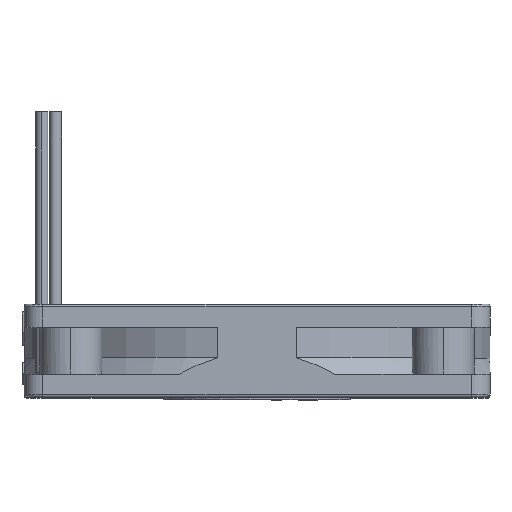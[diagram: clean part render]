
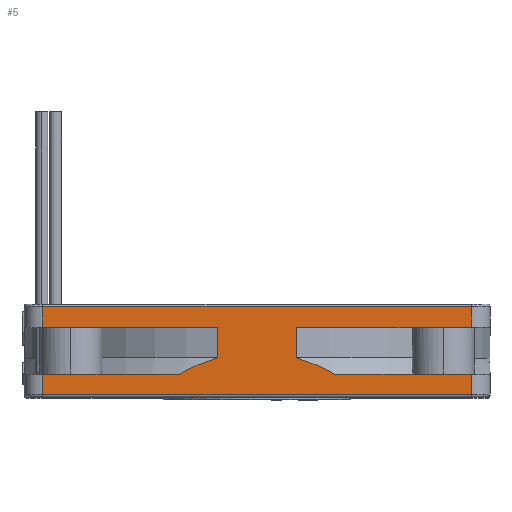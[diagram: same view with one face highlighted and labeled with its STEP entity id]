
A CAD part, top view. The second image highlights one B-rep face of the part: STEP entity #5.
In plain terms, the highlighted planar face has unit normal (0, 0, 1).
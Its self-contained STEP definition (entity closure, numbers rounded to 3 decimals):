
#5 = ADVANCED_FACE ( 'NONE', ( #17187 ), #6555, .F. ) ;
#46 = DIRECTION ( 'NONE',  ( 0., -1., 0. ) ) ;
#58 = DIRECTION ( 'NONE',  ( 1., 0., 0. ) ) ;
#331 = EDGE_CURVE ( 'NONE', #17371, #17977, #3540, .T. ) ;
#533 = EDGE_CURVE ( 'NONE', #12590, #17371, #23175, .T. ) ;
#695 = EDGE_CURVE ( 'NONE', #4421, #7054, #4459, .T. ) ;
#904 = CARTESIAN_POINT ( 'NONE',  ( 5.669, 3.816, 25. ) ) ;
#957 = VERTEX_POINT ( 'NONE', #6864 ) ;
#1219 = ORIENTED_EDGE ( 'NONE', *, *, #17335, .T. ) ;
#1271 = CARTESIAN_POINT ( 'NONE',  ( 7.032, 3.219, 25. ) ) ;
#1409 = DIRECTION ( 'NONE',  ( 1., 0., 0. ) ) ;
#1559 = VECTOR ( 'NONE', #22224, 1000. ) ;
#1639 = VECTOR ( 'NONE', #2539, 1000. ) ;
#1926 = CARTESIAN_POINT ( 'NONE',  ( 23., 7.5, 25. ) ) ;
#2270 = LINE ( 'NONE', #16700, #3098 ) ;
#2288 = EDGE_CURVE ( 'NONE', #17977, #9054, #7075, .T. ) ;
#2511 = EDGE_CURVE ( 'NONE', #9054, #23835, #17661, .T. ) ;
#2539 = DIRECTION ( 'NONE',  ( 0., 1., 0. ) ) ;
#2942 = VERTEX_POINT ( 'NONE', #11089 ) ;
#3098 = VECTOR ( 'NONE', #58, 1000. ) ;
#3105 = ORIENTED_EDGE ( 'NONE', *, *, #23314, .T. ) ;
#3119 = LINE ( 'NONE', #7034, #24011 ) ;
#3160 = CARTESIAN_POINT ( 'NONE',  ( -25., 2.5, 25. ) ) ;
#3402 = VECTOR ( 'NONE', #1409, 1000. ) ;
#3429 = CARTESIAN_POINT ( 'NONE',  ( 23., 10., 25. ) ) ;
#3540 = LINE ( 'NONE', #3429, #1559 ) ;
#4051 = VERTEX_POINT ( 'NONE', #10402 ) ;
#4124 = LINE ( 'NONE', #9777, #4528 ) ;
#4421 = VERTEX_POINT ( 'NONE', #1926 ) ;
#4459 = LINE ( 'NONE', #17309, #1639 ) ;
#4528 = VECTOR ( 'NONE', #8086, 1000. ) ;
#5149 = EDGE_CURVE ( 'NONE', #2942, #957, #18405, .T. ) ;
#5406 = CARTESIAN_POINT ( 'NONE',  ( -4.23, 7.5, 25. ) ) ;
#6187 = ORIENTED_EDGE ( 'NONE', *, *, #695, .T. ) ;
#6190 = DIRECTION ( 'NONE',  ( 0., 0., -1. ) ) ;
#6239 = ORIENTED_EDGE ( 'NONE', *, *, #18217, .T. ) ;
#6555 = PLANE ( 'NONE',  #21319 ) ;
#6864 = CARTESIAN_POINT ( 'NONE',  ( -8.343, 2.5, 25. ) ) ;
#6991 = ORIENTED_EDGE ( 'NONE', *, *, #331, .T. ) ;
#7034 = CARTESIAN_POINT ( 'NONE',  ( -23., 10., 25. ) ) ;
#7054 = VERTEX_POINT ( 'NONE', #7174 ) ;
#7075 = LINE ( 'NONE', #3160, #22192 ) ;
#7174 = CARTESIAN_POINT ( 'NONE',  ( 23., 9.75, 25. ) ) ;
#8017 = DIRECTION ( 'NONE',  ( 0., 1., 0. ) ) ;
#8086 = DIRECTION ( 'NONE',  ( -1., 0., 0. ) ) ;
#8862 = CARTESIAN_POINT ( 'NONE',  ( -25., 7.5, 25. ) ) ;
#8912 = LINE ( 'NONE', #14486, #14850 ) ;
#9054 = VERTEX_POINT ( 'NONE', #14624 ) ;
#9212 = CARTESIAN_POINT ( 'NONE',  ( 23., 0.25, 25. ) ) ;
#9275 = EDGE_CURVE ( 'NONE', #7054, #22779, #4124, .T. ) ;
#9514 = CARTESIAN_POINT ( 'NONE',  ( -23., 0.25, 25. ) ) ;
#9616 = CARTESIAN_POINT ( 'NONE',  ( -7.032, 3.219, 25. ) ) ;
#9777 = CARTESIAN_POINT ( 'NONE',  ( -23., 9.75, 25. ) ) ;
#9989 = ORIENTED_EDGE ( 'NONE', *, *, #2288, .T. ) ;
#10079 = CARTESIAN_POINT ( 'NONE',  ( 4.23, 10., 25. ) ) ;
#10402 = CARTESIAN_POINT ( 'NONE',  ( -23., 7.5, 25. ) ) ;
#10654 = EDGE_LOOP ( 'NONE', ( #6187, #16750, #15352, #6239, #3105, #13937, #20714, #1219, #20090, #6991, #9989, #21668, #18015, #22875 ) ) ;
#11064 = EDGE_CURVE ( 'NONE', #23835, #16776, #22997, .T. ) ;
#11089 = CARTESIAN_POINT ( 'NONE',  ( -4.23, 4.232, 25. ) ) ;
#11506 = CARTESIAN_POINT ( 'NONE',  ( 4.23, 4.232, 25. ) ) ;
#11578 = CARTESIAN_POINT ( 'NONE',  ( -4.23, 10., 25. ) ) ;
#12158 = VECTOR ( 'NONE', #14006, 1000. ) ;
#12508 = CARTESIAN_POINT ( 'NONE',  ( 4.23, 4.232, 25. ) ) ;
#12590 = VERTEX_POINT ( 'NONE', #9514 ) ;
#12681 = DIRECTION ( 'NONE',  ( -1., 0., 0. ) ) ;
#12697 = VECTOR ( 'NONE', #46, 1000. ) ;
#13247 = CARTESIAN_POINT ( 'NONE',  ( -5.669, 3.816, 25. ) ) ;
#13495 = LINE ( 'NONE', #11578, #15033 ) ;
#13600 = DIRECTION ( 'NONE',  ( -1., 0., 0. ) ) ;
#13937 = ORIENTED_EDGE ( 'NONE', *, *, #5149, .T. ) ;
#14006 = DIRECTION ( 'NONE',  ( 1., 0., 0. ) ) ;
#14486 = CARTESIAN_POINT ( 'NONE',  ( -25., 2.5, 25. ) ) ;
#14624 = CARTESIAN_POINT ( 'NONE',  ( 8.343, 2.5, 25. ) ) ;
#14645 = CARTESIAN_POINT ( 'NONE',  ( 4.23, 7.5, 25. ) ) ;
#14678 = LINE ( 'NONE', #8862, #3402 ) ;
#14850 = VECTOR ( 'NONE', #16522, 1000. ) ;
#15005 = EDGE_CURVE ( 'NONE', #957, #15583, #8912, .T. ) ;
#15033 = VECTOR ( 'NONE', #20363, 1000. ) ;
#15352 = ORIENTED_EDGE ( 'NONE', *, *, #19380, .T. ) ;
#15415 = CARTESIAN_POINT ( 'NONE',  ( -25., 10., 25. ) ) ;
#15583 = VERTEX_POINT ( 'NONE', #18676 ) ;
#16009 = DIRECTION ( 'NONE',  ( 0., -1., 0. ) ) ;
#16522 = DIRECTION ( 'NONE',  ( -1., 0., 0. ) ) ;
#16700 = CARTESIAN_POINT ( 'NONE',  ( -25., 7.5, 25. ) ) ;
#16750 = ORIENTED_EDGE ( 'NONE', *, *, #9275, .T. ) ;
#16776 = VERTEX_POINT ( 'NONE', #14645 ) ;
#16855 = CARTESIAN_POINT ( 'NONE',  ( -4.23, 4.232, 25. ) ) ;
#16978 = CARTESIAN_POINT ( 'NONE',  ( -8.343, 2.5, 25. ) ) ;
#17187 = FACE_OUTER_BOUND ( 'NONE', #10654, .T. ) ;
#17309 = CARTESIAN_POINT ( 'NONE',  ( 23., 10., 25. ) ) ;
#17335 = EDGE_CURVE ( 'NONE', #15583, #12590, #23961, .T. ) ;
#17371 = VERTEX_POINT ( 'NONE', #9212 ) ;
#17661 = B_SPLINE_CURVE_WITH_KNOTS ( 'NONE', 3,
 ( #21545, #1271, #904, #12508 ),
 .UNSPECIFIED., .F., .F.,
 ( 4, 4 ),
 ( 0., 0.004 ),
 .UNSPECIFIED. ) ;
#17977 = VERTEX_POINT ( 'NONE', #23051 ) ;
#18015 = ORIENTED_EDGE ( 'NONE', *, *, #11064, .T. ) ;
#18217 = EDGE_CURVE ( 'NONE', #4051, #21892, #14678, .T. ) ;
#18405 = B_SPLINE_CURVE_WITH_KNOTS ( 'NONE', 3,
 ( #16855, #13247, #9616, #16978 ),
 .UNSPECIFIED., .F., .F.,
 ( 4, 4 ),
 ( 0., 0.004 ),
 .UNSPECIFIED. ) ;
#18676 = CARTESIAN_POINT ( 'NONE',  ( -23., 2.5, 25. ) ) ;
#19380 = EDGE_CURVE ( 'NONE', #22779, #4051, #3119, .T. ) ;
#19479 = EDGE_CURVE ( 'NONE', #16776, #4421, #2270, .T. ) ;
#20090 = ORIENTED_EDGE ( 'NONE', *, *, #533, .T. ) ;
#20363 = DIRECTION ( 'NONE',  ( 0., -1., 0. ) ) ;
#20388 = CARTESIAN_POINT ( 'NONE',  ( -23., 9.75, 25. ) ) ;
#20551 = CARTESIAN_POINT ( 'NONE',  ( -23., 10., 25. ) ) ;
#20714 = ORIENTED_EDGE ( 'NONE', *, *, #15005, .T. ) ;
#21319 = AXIS2_PLACEMENT_3D ( 'NONE', #15415, #6190, #13600 ) ;
#21545 = CARTESIAN_POINT ( 'NONE',  ( 8.343, 2.5, 25. ) ) ;
#21668 = ORIENTED_EDGE ( 'NONE', *, *, #2511, .T. ) ;
#21892 = VERTEX_POINT ( 'NONE', #5406 ) ;
#22192 = VECTOR ( 'NONE', #12681, 1000. ) ;
#22224 = DIRECTION ( 'NONE',  ( 0., 1., 0. ) ) ;
#22779 = VERTEX_POINT ( 'NONE', #20388 ) ;
#22875 = ORIENTED_EDGE ( 'NONE', *, *, #19479, .T. ) ;
#22997 = LINE ( 'NONE', #10079, #23182 ) ;
#23051 = CARTESIAN_POINT ( 'NONE',  ( 23., 2.5, 25. ) ) ;
#23175 = LINE ( 'NONE', #23293, #12158 ) ;
#23182 = VECTOR ( 'NONE', #8017, 1000. ) ;
#23293 = CARTESIAN_POINT ( 'NONE',  ( -25., 0.25, 25. ) ) ;
#23314 = EDGE_CURVE ( 'NONE', #21892, #2942, #13495, .T. ) ;
#23835 = VERTEX_POINT ( 'NONE', #11506 ) ;
#23961 = LINE ( 'NONE', #20551, #12697 ) ;
#24011 = VECTOR ( 'NONE', #16009, 1000. ) ;
